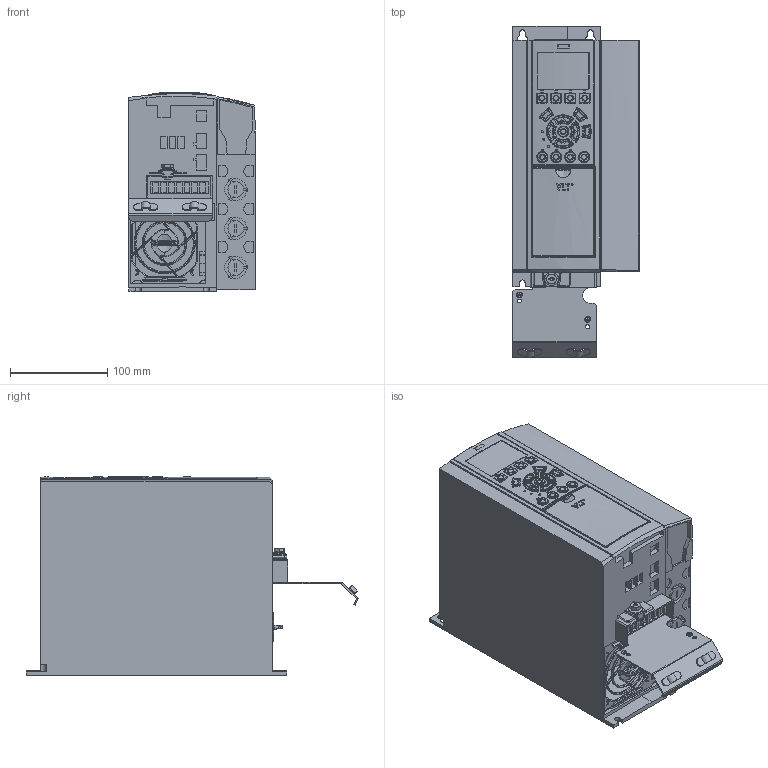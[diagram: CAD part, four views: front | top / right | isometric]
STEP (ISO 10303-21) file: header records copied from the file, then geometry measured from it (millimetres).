
FILE_DESCRIPTION((''),'2;1');
FILE_NAME('DANFOSS-FC100-A2-IP20-C-026','2019-09-04T',('U322080'),(''),'CREO PARAMETRIC BY PTC INC, 2018070','CREO PARAMETRIC BY PTC INC, 2018070','');
FILE_SCHEMA(('CONFIG_CONTROL_DESIGN'));
Products named in the file (1): DANFOSS-FC100-A2-IP20-C-026
Bounding box: 130.2 x 341 x 204.95 mm (x, y, z)
Surface area: 318220.9 mm2 (no closed solid volume)
Topology: 0 solids, 18 shells, 2541 faces, 6523 edges, 4053 vertices
Faces by surface type: plane 900, cylinder 752, bspline 644, torus 142, sphere 48, cone 31, extrusion 24
Entity records: 134870 total; most frequent: CARTESIAN_POINT 55560, ORIENTED_EDGE 12954, DIRECTION 9316, EDGE_CURVE 6477, VERTEX_POINT 4053, FILL_AREA_STYLE_COLOUR 3748, FILL_AREA_STYLE 3748, SURFACE_STYLE_FILL_AREA 3748
